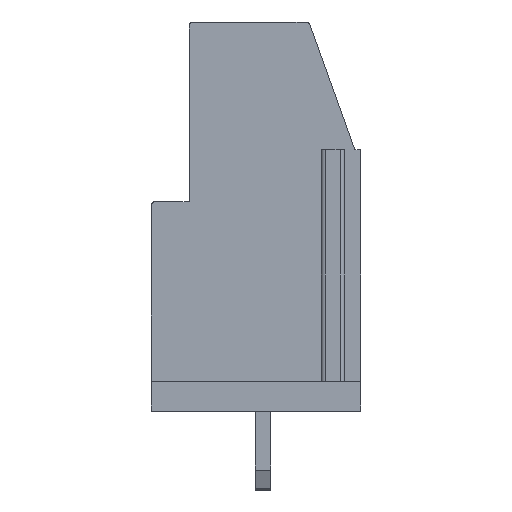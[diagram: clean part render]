
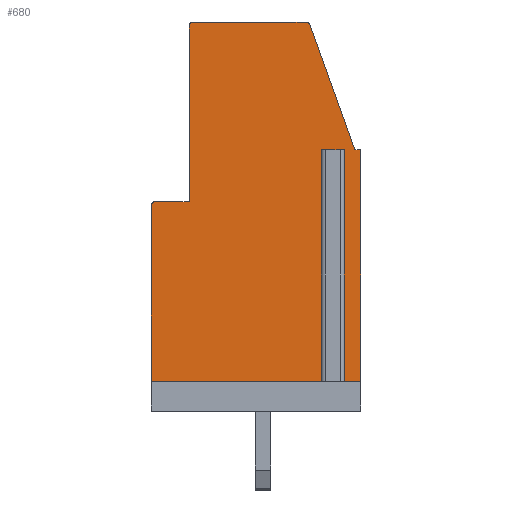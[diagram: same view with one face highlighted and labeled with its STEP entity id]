
A CAD part, left-side view. The second image highlights one B-rep face of the part: STEP entity #680.
In plain terms, the highlighted planar face has unit normal (-1, 0, 0).
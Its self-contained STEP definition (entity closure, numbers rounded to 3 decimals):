
#680=ADVANCED_FACE('',(#4496),#4498,.T.);
#4496=FACE_BOUND('',#4497,.T.);
#4497=EDGE_LOOP('',(#7684,#7685,#7686,#7687,#7688,#7689,#7690,#7691,#7692,#7693,
#7694,#7695,#7696,#7697,#7698));
#4498=PLANE('',#4499);
#4499=AXIS2_PLACEMENT_3D('',#4500,#4501,#4502);
#4500=CARTESIAN_POINT('',(-2.5,0.,0.));
#4501=DIRECTION('',(-1.,0.,0.));
#4502=DIRECTION('',(0.,0.,-1.));
#7684=ORIENTED_EDGE('',*,*,#9760,.F.);
#7685=ORIENTED_EDGE('',*,*,#9761,.F.);
#7686=ORIENTED_EDGE('',*,*,#9762,.F.);
#7687=ORIENTED_EDGE('',*,*,#9597,.T.);
#7688=ORIENTED_EDGE('',*,*,#9739,.T.);
#7689=ORIENTED_EDGE('',*,*,#9763,.T.);
#7690=ORIENTED_EDGE('',*,*,#9764,.T.);
#7691=ORIENTED_EDGE('',*,*,#9765,.T.);
#7692=ORIENTED_EDGE('',*,*,#9766,.T.);
#7693=ORIENTED_EDGE('',*,*,#9767,.T.);
#7694=ORIENTED_EDGE('',*,*,#9768,.T.);
#7695=ORIENTED_EDGE('',*,*,#9769,.T.);
#7696=ORIENTED_EDGE('',*,*,#9770,.T.);
#7697=ORIENTED_EDGE('',*,*,#9771,.T.);
#7698=ORIENTED_EDGE('',*,*,#9603,.T.);
#9597=EDGE_CURVE('',#10667,#10665,#10668,.T.);
#9603=EDGE_CURVE('',#10679,#10677,#10680,.T.);
#9739=EDGE_CURVE('',#10665,#10943,#10945,.T.);
#9760=EDGE_CURVE('',#10986,#10677,#10987,.T.);
#9761=EDGE_CURVE('',#10988,#10986,#10989,.F.);
#9762=EDGE_CURVE('',#10667,#10988,#10990,.T.);
#9763=EDGE_CURVE('',#10943,#10991,#10992,.T.);
#9764=EDGE_CURVE('',#10991,#10993,#10994,.T.);
#9765=EDGE_CURVE('',#10993,#10995,#10996,.T.);
#9766=EDGE_CURVE('',#10995,#10997,#10998,.T.);
#9767=EDGE_CURVE('',#10997,#10999,#11000,.T.);
#9768=EDGE_CURVE('',#10999,#11001,#11002,.T.);
#9769=EDGE_CURVE('',#11001,#11003,#11004,.T.);
#9770=EDGE_CURVE('',#11003,#11005,#11006,.T.);
#9771=EDGE_CURVE('',#11005,#10679,#11007,.T.);
#10665=VERTEX_POINT('',#12411);
#10667=VERTEX_POINT('',#12415);
#10668=LINE('',#12416,#12417);
#10677=VERTEX_POINT('',#12437);
#10679=VERTEX_POINT('',#12441);
#10680=LINE('',#12442,#12443);
#10943=VERTEX_POINT('',#12992);
#10945=LINE('',#12996,#12997);
#10986=VERTEX_POINT('',#13079);
#10987=LINE('',#13080,#13081);
#10988=VERTEX_POINT('',#13083);
#10989=LINE('',#13084,#13085);
#10990=LINE('',#13087,#13088);
#10991=VERTEX_POINT('',#13090);
#10992=LINE('',#13091,#13092);
#10993=VERTEX_POINT('',#13094);
#10994=LINE('',#13095,#13096);
#10995=VERTEX_POINT('',#13098);
#10996=CIRCLE('',#13099,0.2);
#10997=VERTEX_POINT('',#13103);
#10998=LINE('',#13104,#13105);
#10999=VERTEX_POINT('',#13107);
#11000=CIRCLE('',#13108,0.2);
#11001=VERTEX_POINT('',#13112);
#11002=LINE('',#13113,#13114);
#11003=VERTEX_POINT('',#13116);
#11004=LINE('',#13117,#13118);
#11005=VERTEX_POINT('',#13120);
#11006=CIRCLE('',#13121,0.2);
#11007=LINE('',#13125,#13126);
#12411=CARTESIAN_POINT('',(-2.5,-4.9,1.5));
#12415=CARTESIAN_POINT('',(-2.5,-3.925,1.5));
#12416=CARTESIAN_POINT('',(-2.5,-3.925,1.5));
#12417=VECTOR('',#12418,1.);
#12418=DIRECTION('',(0.,-1.,0.));
#12437=CARTESIAN_POINT('',(-2.5,-3.075,1.5));
#12441=CARTESIAN_POINT('',(-2.5,5.6,1.5));
#12442=CARTESIAN_POINT('',(-2.5,5.6,1.5));
#12443=VECTOR('',#12444,1.);
#12444=DIRECTION('',(0.,-1.,0.));
#12992=CARTESIAN_POINT('',(-2.5,-4.9,13.1));
#12996=CARTESIAN_POINT('',(-2.5,-4.9,1.5));
#12997=VECTOR('',#12998,1.);
#12998=DIRECTION('',(0.,0.,1.));
#13079=CARTESIAN_POINT('',(-2.5,-3.075,13.1));
#13080=CARTESIAN_POINT('',(-2.5,-3.075,13.1));
#13081=VECTOR('',#13082,1.);
#13082=DIRECTION('',(0.,0.,-1.));
#13083=CARTESIAN_POINT('',(-2.5,-3.925,13.1));
#13084=CARTESIAN_POINT('',(-2.5,-3.075,13.1));
#13085=VECTOR('',#13086,1.);
#13086=DIRECTION('',(0.,-1.,0.));
#13087=CARTESIAN_POINT('',(-2.5,-3.925,1.5));
#13088=VECTOR('',#13089,1.);
#13089=DIRECTION('',(0.,0.,1.));
#13090=CARTESIAN_POINT('',(-2.5,-4.6,13.1));
#13091=CARTESIAN_POINT('',(-2.5,-4.9,13.1));
#13092=VECTOR('',#13093,1.);
#13093=DIRECTION('',(0.,1.,0.));
#13094=CARTESIAN_POINT('',(-2.5,-2.348,19.368));
#13095=CARTESIAN_POINT('',(-2.5,-4.6,13.1));
#13096=VECTOR('',#13097,1.);
#13097=DIRECTION('',(0.,0.338,0.941));
#13098=CARTESIAN_POINT('',(-2.5,-2.159,19.5));
#13099=AXIS2_PLACEMENT_3D('',#13100,#13101,#13102);
#13100=CARTESIAN_POINT('',(-2.5,-2.159,19.3));
#13101=DIRECTION('',(-1.,-0.,-0.));
#13102=DIRECTION('',(0.,-0.941,0.338));
#13103=CARTESIAN_POINT('',(-2.5,3.5,19.5));
#13104=CARTESIAN_POINT('',(-2.5,-2.159,19.5));
#13105=VECTOR('',#13106,1.);
#13106=DIRECTION('',(0.,1.,0.));
#13107=CARTESIAN_POINT('',(-2.5,3.7,19.3));
#13108=AXIS2_PLACEMENT_3D('',#13109,#13110,#13111);
#13109=CARTESIAN_POINT('',(-2.5,3.5,19.3));
#13110=DIRECTION('',(-1.,-0.,-0.));
#13111=DIRECTION('',(0.,0.,1.));
#13112=CARTESIAN_POINT('',(-2.5,3.7,10.5));
#13113=CARTESIAN_POINT('',(-2.5,3.7,19.3));
#13114=VECTOR('',#13115,1.);
#13115=DIRECTION('',(0.,0.,-1.));
#13116=CARTESIAN_POINT('',(-2.5,5.4,10.5));
#13117=CARTESIAN_POINT('',(-2.5,3.7,10.5));
#13118=VECTOR('',#13119,1.);
#13119=DIRECTION('',(0.,1.,0.));
#13120=CARTESIAN_POINT('',(-2.5,5.6,10.3));
#13121=AXIS2_PLACEMENT_3D('',#13122,#13123,#13124);
#13122=CARTESIAN_POINT('',(-2.5,5.4,10.3));
#13123=DIRECTION('',(-1.,-0.,-0.));
#13124=DIRECTION('',(0.,0.,1.));
#13125=CARTESIAN_POINT('',(-2.5,5.6,10.3));
#13126=VECTOR('',#13127,1.);
#13127=DIRECTION('',(0.,0.,-1.));
